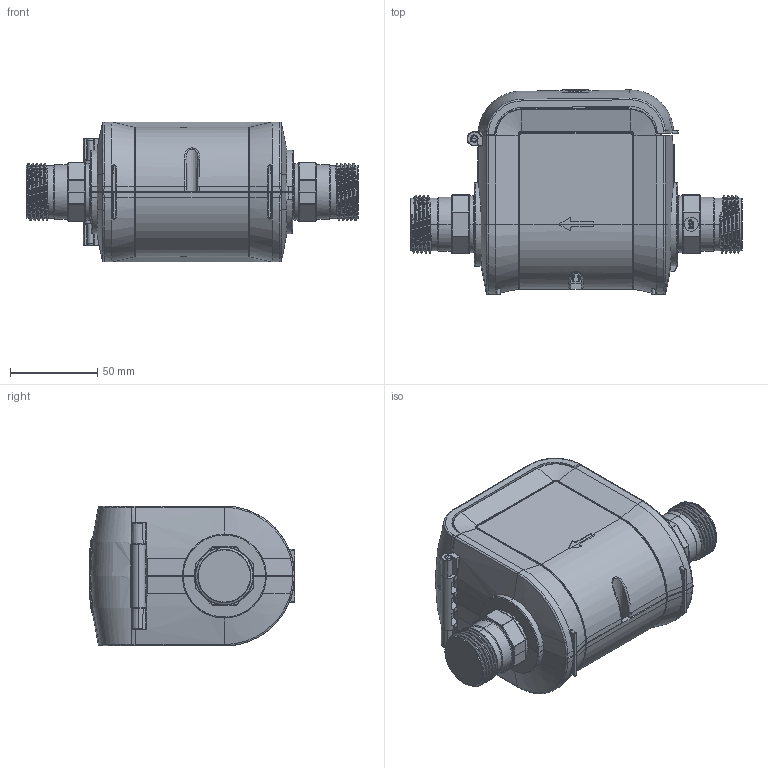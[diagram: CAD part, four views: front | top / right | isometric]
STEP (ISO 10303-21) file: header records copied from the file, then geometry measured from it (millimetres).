
FILE_DESCRIPTION (( 'STEP AP203' ), '1' );
FILE_NAME ('13211009_SONATA 3^4 190 ISO.STEP', '2022-08-15T07:53:36', ( 'user' ), ( '' ), 'SwSTEP 2.0', 'SolidWorks 2021', '' );
FILE_SCHEMA (( 'CONFIG_CONTROL_DESIGN' ));
Products named in the file (1): 13211009_SONATA 3^4 190 ISO
Bounding box: 190 x 117.84 x 80 mm (x, y, z)
Volume: 623824.4 mm3; surface area: 212191.1 mm2
Topology: 1 solids, 1 shells, 4809 faces, 13186 edges, 8464 vertices
Faces by surface type: plane 2397, bspline 1036, cylinder 897, cone 238, sphere 123, torus 118
Entity records: 220946 total; most frequent: CARTESIAN_POINT 111570, ORIENTED_EDGE 26350, DIRECTION 17936, EDGE_CURVE 13175, VERTEX_POINT 8464, VECTOR 6934, LINE 6934, AXIS2_PLACEMENT_3D 5501
